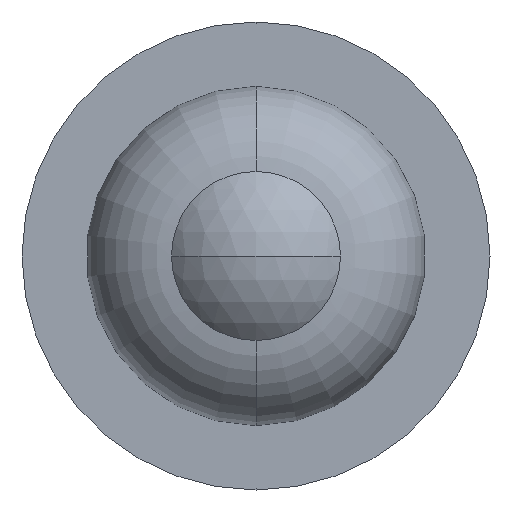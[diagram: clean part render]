
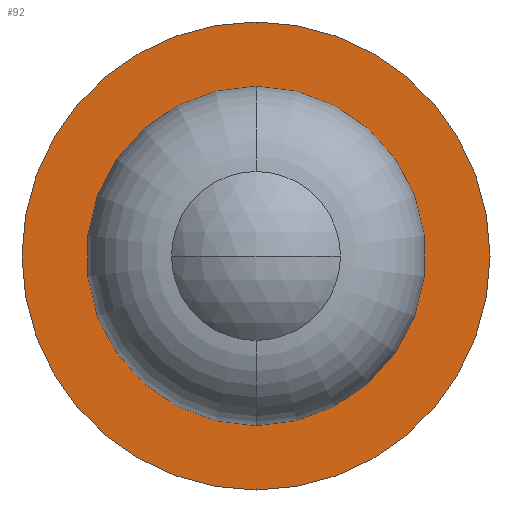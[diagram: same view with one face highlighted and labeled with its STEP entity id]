
A CAD part, front view. The second image highlights one B-rep face of the part: STEP entity #92.
In plain terms, the highlighted planar face has unit normal (0, -1, 0).
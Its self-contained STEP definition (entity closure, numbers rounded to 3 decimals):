
#2 = ORIENTED_EDGE ( 'NONE', *, *, #297, .T. ) ;
#9 = AXIS2_PLACEMENT_3D ( 'NONE', #241, #156, #37 ) ;
#15 = DIRECTION ( 'NONE',  ( 0., 0., -1. ) ) ;
#19 = ORIENTED_EDGE ( 'NONE', *, *, #89, .F. ) ;
#20 = DIRECTION ( 'NONE',  ( 0., -1., 0. ) ) ;
#24 = CARTESIAN_POINT ( 'NONE',  ( 0., 18.2, 0. ) ) ;
#37 = DIRECTION ( 'NONE',  ( 0., 0., -1. ) ) ;
#52 = EDGE_LOOP ( 'NONE', ( #126, #2 ) ) ;
#58 = EDGE_CURVE ( 'NONE', #64, #93, #175, .T. ) ;
#64 = VERTEX_POINT ( 'NONE', #211 ) ;
#89 = EDGE_CURVE ( 'NONE', #93, #64, #198, .T. ) ;
#92 = ADVANCED_FACE ( 'NONE', ( #260, #277 ), #226, .T. ) ;
#93 = VERTEX_POINT ( 'NONE', #127 ) ;
#94 = DIRECTION ( 'NONE',  ( 0., 0., -1. ) ) ;
#95 = AXIS2_PLACEMENT_3D ( 'NONE', #133, #261, #264 ) ;
#124 = VERTEX_POINT ( 'NONE', #189 ) ;
#126 = ORIENTED_EDGE ( 'NONE', *, *, #327, .T. ) ;
#127 = CARTESIAN_POINT ( 'NONE',  ( 0., 18.2, 2.515 ) ) ;
#133 = CARTESIAN_POINT ( 'NONE',  ( 0., 18.2, 0. ) ) ;
#156 = DIRECTION ( 'NONE',  ( 0., -1., 0. ) ) ;
#158 = ORIENTED_EDGE ( 'NONE', *, *, #58, .F. ) ;
#171 = AXIS2_PLACEMENT_3D ( 'NONE', #24, #20, #15 ) ;
#175 = CIRCLE ( 'NONE', #181, 2.515 ) ;
#181 = AXIS2_PLACEMENT_3D ( 'NONE', #204, #197, #307 ) ;
#189 = CARTESIAN_POINT ( 'NONE',  ( 0., 18.2, -5.03 ) ) ;
#197 = DIRECTION ( 'NONE',  ( 0., -1., 0. ) ) ;
#198 = CIRCLE ( 'NONE', #346, 2.515 ) ;
#204 = CARTESIAN_POINT ( 'NONE',  ( 0., 18.2, 0. ) ) ;
#211 = CARTESIAN_POINT ( 'NONE',  ( 0., 18.2, -2.515 ) ) ;
#219 = CIRCLE ( 'NONE', #95, 5.03 ) ;
#226 = PLANE ( 'NONE',  #9 ) ;
#228 = EDGE_LOOP ( 'NONE', ( #158, #19 ) ) ;
#241 = CARTESIAN_POINT ( 'NONE',  ( 2.515, 18.2, 0. ) ) ;
#251 = DIRECTION ( 'NONE',  ( 0., -1., 0. ) ) ;
#259 = VERTEX_POINT ( 'NONE', #339 ) ;
#260 = FACE_OUTER_BOUND ( 'NONE', #52, .T. ) ;
#261 = DIRECTION ( 'NONE',  ( 0., -1., 0. ) ) ;
#264 = DIRECTION ( 'NONE',  ( 0., 0., -1. ) ) ;
#277 = FACE_BOUND ( 'NONE', #228, .T. ) ;
#297 = EDGE_CURVE ( 'NONE', #259, #124, #219, .T. ) ;
#301 = CIRCLE ( 'NONE', #171, 5.03 ) ;
#307 = DIRECTION ( 'NONE',  ( 0., 0., -1. ) ) ;
#327 = EDGE_CURVE ( 'NONE', #124, #259, #301, .T. ) ;
#339 = CARTESIAN_POINT ( 'NONE',  ( 0., 18.2, 5.03 ) ) ;
#346 = AXIS2_PLACEMENT_3D ( 'NONE', #367, #251, #94 ) ;
#367 = CARTESIAN_POINT ( 'NONE',  ( 0., 18.2, 0. ) ) ;
